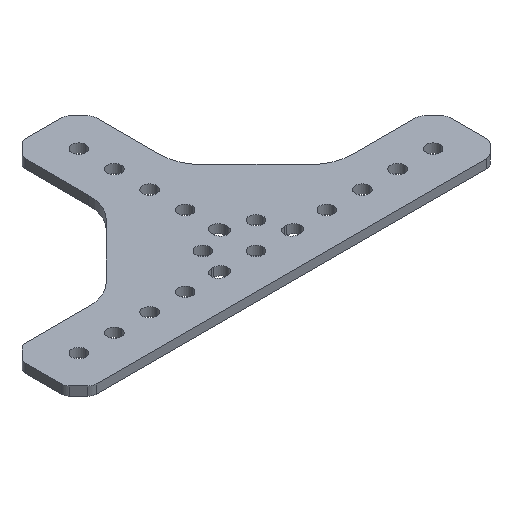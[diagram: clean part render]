
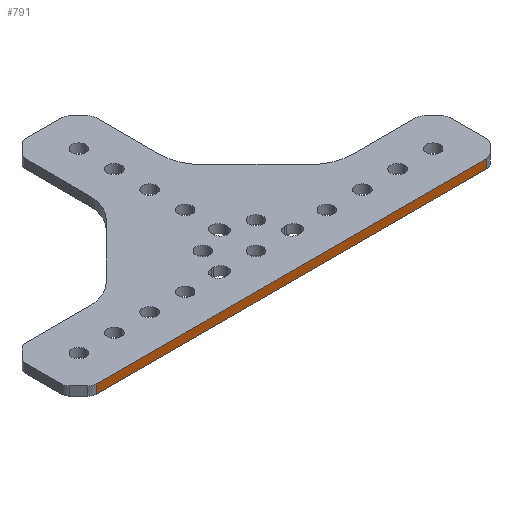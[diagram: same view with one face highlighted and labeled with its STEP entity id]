
A CAD part, isometric view. The second image highlights one B-rep face of the part: STEP entity #791.
In plain terms, the highlighted planar face has unit normal (0, -1, 0).
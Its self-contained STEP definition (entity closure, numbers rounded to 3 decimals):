
#34 = DIRECTION ( 'NONE',  ( 1., 0., 0. ) ) ;
#259 = VECTOR ( 'NONE', #1969, 1000. ) ;
#327 = LINE ( 'NONE', #666, #367 ) ;
#367 = VECTOR ( 'NONE', #1525, 1000. ) ;
#368 = EDGE_LOOP ( 'NONE', ( #2346, #1506, #1914, #1811 ) ) ;
#470 = CARTESIAN_POINT ( 'NONE',  ( -57.257, 0., 3.175 ) ) ;
#666 = CARTESIAN_POINT ( 'NONE',  ( -57.257, 0., 0. ) ) ;
#737 = VECTOR ( 'NONE', #2194, 1000. ) ;
#760 = EDGE_CURVE ( 'NONE', #1376, #2138, #1293, .T. ) ;
#791 = ADVANCED_FACE ( 'NONE', ( #941 ), #2602, .F. ) ;
#803 = EDGE_CURVE ( 'NONE', #1250, #1699, #327, .T. ) ;
#843 = LINE ( 'NONE', #1553, #259 ) ;
#941 = FACE_OUTER_BOUND ( 'NONE', #368, .T. ) ;
#982 = CARTESIAN_POINT ( 'NONE',  ( -63.5, 0., 0. ) ) ;
#1092 = CARTESIAN_POINT ( 'NONE',  ( -63.5, 0., 0. ) ) ;
#1250 = VERTEX_POINT ( 'NONE', #470 ) ;
#1267 = VECTOR ( 'NONE', #1369, 1000. ) ;
#1293 = LINE ( 'NONE', #1968, #737 ) ;
#1369 = DIRECTION ( 'NONE',  ( -1., 0., 0. ) ) ;
#1376 = VERTEX_POINT ( 'NONE', #1965 ) ;
#1477 = EDGE_CURVE ( 'NONE', #1376, #1699, #2022, .T. ) ;
#1499 = DIRECTION ( 'NONE',  ( 0., 1., 0. ) ) ;
#1506 = ORIENTED_EDGE ( 'NONE', *, *, #803, .T. ) ;
#1525 = DIRECTION ( 'NONE',  ( 0., 0., -1. ) ) ;
#1553 = CARTESIAN_POINT ( 'NONE',  ( -63.5, 0., 3.175 ) ) ;
#1614 = CARTESIAN_POINT ( 'NONE',  ( -57.257, 0., 0. ) ) ;
#1643 = CARTESIAN_POINT ( 'NONE',  ( 82.657, 0., 3.175 ) ) ;
#1699 = VERTEX_POINT ( 'NONE', #1614 ) ;
#1811 = ORIENTED_EDGE ( 'NONE', *, *, #760, .T. ) ;
#1914 = ORIENTED_EDGE ( 'NONE', *, *, #1477, .F. ) ;
#1965 = CARTESIAN_POINT ( 'NONE',  ( 82.657, 0., 0. ) ) ;
#1968 = CARTESIAN_POINT ( 'NONE',  ( 82.657, 0., 3.175 ) ) ;
#1969 = DIRECTION ( 'NONE',  ( -1., 0., 0. ) ) ;
#1984 = EDGE_CURVE ( 'NONE', #2138, #1250, #843, .T. ) ;
#2022 = LINE ( 'NONE', #982, #1267 ) ;
#2031 = AXIS2_PLACEMENT_3D ( 'NONE', #1092, #1499, #34 ) ;
#2138 = VERTEX_POINT ( 'NONE', #1643 ) ;
#2194 = DIRECTION ( 'NONE',  ( 0., 0., 1. ) ) ;
#2346 = ORIENTED_EDGE ( 'NONE', *, *, #1984, .T. ) ;
#2602 = PLANE ( 'NONE',  #2031 ) ;
